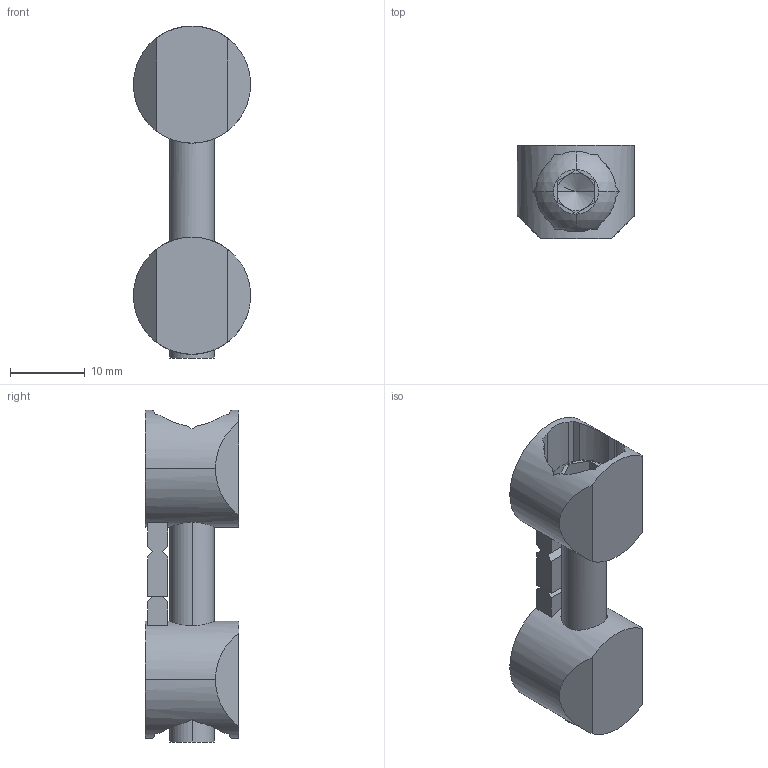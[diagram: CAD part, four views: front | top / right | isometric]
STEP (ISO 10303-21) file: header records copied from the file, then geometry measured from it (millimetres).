
FILE_DESCRIPTION (( 'STEP AP214' ), '1' );
FILE_NAME ('FIXE06E1562-Fixation universelle double 6.step', '2023-03-24T10:00:20', ( 'Altae' ), ( '' ), 'SwSTEP 2.0', 'SolidWorks 2021', '' );
FILE_SCHEMA (( 'AUTOMOTIVE_DESIGN' ));
Length unit declared in the file: millimetre
Products named in the file (1): FIXE06E1562-Fixation universelle double 6
Bounding box: 15.7 x 12.5 x 44.5 mm (x, y, z)
Volume: 4127.4 mm3; surface area: 3883.1 mm2
Topology: 3 solids, 3 shells, 105 faces, 268 edges, 173 vertices
Faces by surface type: plane 73, cylinder 24, sphere 4, cone 2, torus 2
Entity records: 3418 total; most frequent: CARTESIAN_POINT 863, ORIENTED_EDGE 532, DIRECTION 508, EDGE_CURVE 266, AXIS2_PLACEMENT_3D 178, VERTEX_POINT 173, VECTOR 152, LINE 152
